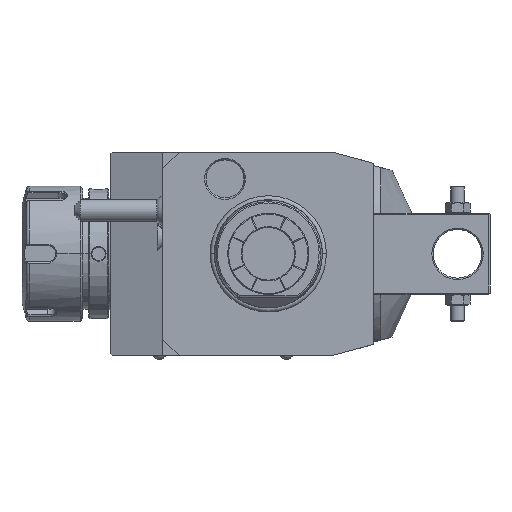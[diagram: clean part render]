
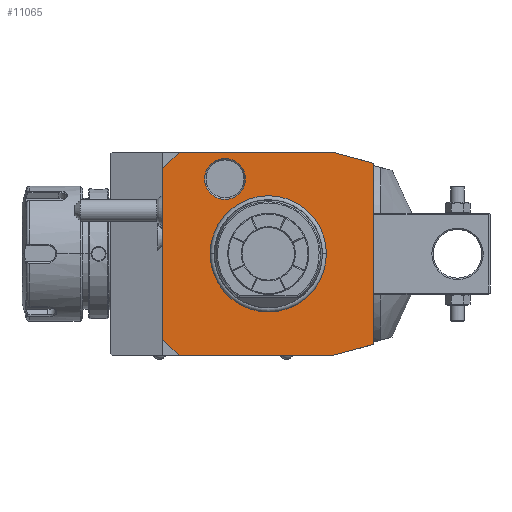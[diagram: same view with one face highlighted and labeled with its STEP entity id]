
A CAD part, front view. The second image highlights one B-rep face of the part: STEP entity #11065.
In plain terms, the highlighted planar face has unit normal (0, -1, 0).
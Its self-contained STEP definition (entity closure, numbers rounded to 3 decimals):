
#1=DIRECTION('',(-0.966,0.,0.259));
#2=VECTOR('',#1,15.529);
#3=CARTESIAN_POINT('',(39.,0.,33.481));
#4=LINE('',#3,#2);
#5=DIRECTION('',(0.,0.,1.));
#6=VECTOR('',#5,66.962);
#7=CARTESIAN_POINT('',(39.,0.,-33.481));
#8=LINE('',#7,#6);
#9=DIRECTION('',(0.966,0.,0.259));
#10=VECTOR('',#9,15.529);
#11=CARTESIAN_POINT('',(24.,0.,-37.5));
#12=LINE('',#11,#10);
#13=DIRECTION('',(1.,0.,0.));
#14=VECTOR('',#13,57.);
#15=CARTESIAN_POINT('',(-33.,0.,-37.5));
#16=LINE('',#15,#14);
#17=DIRECTION('',(0.707,0.,-0.707));
#18=VECTOR('',#17,8.485);
#19=CARTESIAN_POINT('',(-39.,0.,-31.5));
#20=LINE('',#19,#18);
#21=DIRECTION('',(0.,0.,-1.));
#22=VECTOR('',#21,63.);
#23=CARTESIAN_POINT('',(-39.,0.,31.5));
#24=LINE('',#23,#22);
#25=DIRECTION('',(-0.707,0.,-0.707));
#26=VECTOR('',#25,8.485);
#27=CARTESIAN_POINT('',(-33.,0.,37.5));
#28=LINE('',#27,#26);
#29=DIRECTION('',(-1.,0.,0.));
#30=VECTOR('',#29,57.);
#31=CARTESIAN_POINT('',(24.,0.,37.5));
#32=LINE('',#31,#30);
#33=CARTESIAN_POINT('',(-16.,0.,27.713));
#34=DIRECTION('',(0.,1.,0.));
#35=DIRECTION('',(1.,0.,0.));
#36=AXIS2_PLACEMENT_3D('',#33,#34,#35);
#38=CARTESIAN_POINT('',(-16.,0.,27.713));
#39=DIRECTION('',(0.,1.,0.));
#40=DIRECTION('',(-1.,0.,0.));
#41=AXIS2_PLACEMENT_3D('',#38,#39,#40);
#7720=CARTESIAN_POINT('',(0.,0.,0.));
#7721=DIRECTION('',(0.,1.,0.));
#7722=DIRECTION('',(-1.,0.,0.));
#7723=AXIS2_PLACEMENT_3D('',#7720,#7721,#7722);
#7725=CARTESIAN_POINT('',(0.,0.,0.));
#7726=DIRECTION('',(0.,1.,0.));
#7727=DIRECTION('',(1.,0.,0.));
#7728=AXIS2_PLACEMENT_3D('',#7725,#7726,#7727);
#9905=CARTESIAN_POINT('',(-8.423,0.,27.713));
#9906=CARTESIAN_POINT('',(-23.577,0.,27.713));
#9907=VERTEX_POINT('',#9905);
#9908=VERTEX_POINT('',#9906);
#10796=CARTESIAN_POINT('',(39.,0.,33.481));
#10797=CARTESIAN_POINT('',(24.,0.,37.5));
#10798=VERTEX_POINT('',#10796);
#10799=VERTEX_POINT('',#10797);
#10800=CARTESIAN_POINT('',(-33.,0.,37.5));
#10801=VERTEX_POINT('',#10800);
#10802=CARTESIAN_POINT('',(-39.,0.,31.5));
#10803=VERTEX_POINT('',#10802);
#10804=CARTESIAN_POINT('',(-39.,0.,-31.5));
#10805=VERTEX_POINT('',#10804);
#10806=CARTESIAN_POINT('',(-33.,0.,-37.5));
#10807=VERTEX_POINT('',#10806);
#10808=CARTESIAN_POINT('',(24.,0.,-37.5));
#10809=VERTEX_POINT('',#10808);
#10810=CARTESIAN_POINT('',(39.,0.,-33.481));
#10811=VERTEX_POINT('',#10810);
#10872=CARTESIAN_POINT('',(-21.137,0.,0.));
#10873=CARTESIAN_POINT('',(21.137,0.,0.));
#10874=VERTEX_POINT('',#10872);
#10875=VERTEX_POINT('',#10873);
#11030=CARTESIAN_POINT('',(0.,0.,0.));
#11031=DIRECTION('',(0.,-1.,0.));
#11032=DIRECTION('',(-1.,0.,0.));
#11033=AXIS2_PLACEMENT_3D('',#11030,#11031,#11032);
#11034=PLANE('',#11033);
#11036=ORIENTED_EDGE('',*,*,#11035,.F.);
#11038=ORIENTED_EDGE('',*,*,#11037,.F.);
#11040=ORIENTED_EDGE('',*,*,#11039,.F.);
#11042=ORIENTED_EDGE('',*,*,#11041,.F.);
#11044=ORIENTED_EDGE('',*,*,#11043,.F.);
#11046=ORIENTED_EDGE('',*,*,#11045,.F.);
#11048=ORIENTED_EDGE('',*,*,#11047,.F.);
#11050=ORIENTED_EDGE('',*,*,#11049,.F.);
#11051=EDGE_LOOP('',(#11036,#11038,#11040,#11042,#11044,#11046,#11048,#11050));
#11052=FACE_OUTER_BOUND('',#11051,.F.);
#11054=ORIENTED_EDGE('',*,*,#11053,.F.);
#11056=ORIENTED_EDGE('',*,*,#11055,.F.);
#11057=EDGE_LOOP('',(#11054,#11056));
#11058=FACE_BOUND('',#11057,.F.);
#11060=ORIENTED_EDGE('',*,*,#11059,.F.);
#11062=ORIENTED_EDGE('',*,*,#11061,.F.);
#11063=EDGE_LOOP('',(#11060,#11062));
#11064=FACE_BOUND('',#11063,.F.);
#37=CIRCLE('',#36,7.577);
#42=CIRCLE('',#41,7.577);
#7724=CIRCLE('',#7723,21.137);
#7729=CIRCLE('',#7728,21.137);
#11035=EDGE_CURVE('',#10798,#10799,#4,.T.);
#11037=EDGE_CURVE('',#10811,#10798,#8,.T.);
#11039=EDGE_CURVE('',#10809,#10811,#12,.T.);
#11041=EDGE_CURVE('',#10807,#10809,#16,.T.);
#11043=EDGE_CURVE('',#10805,#10807,#20,.T.);
#11045=EDGE_CURVE('',#10803,#10805,#24,.T.);
#11047=EDGE_CURVE('',#10801,#10803,#28,.T.);
#11049=EDGE_CURVE('',#10799,#10801,#32,.T.);
#11053=EDGE_CURVE('',#10874,#10875,#7724,.T.);
#11055=EDGE_CURVE('',#10875,#10874,#7729,.T.);
#11059=EDGE_CURVE('',#9907,#9908,#37,.T.);
#11061=EDGE_CURVE('',#9908,#9907,#42,.T.);
#11065=ADVANCED_FACE('',(#11052,#11058,#11064),#11034,.T.);
